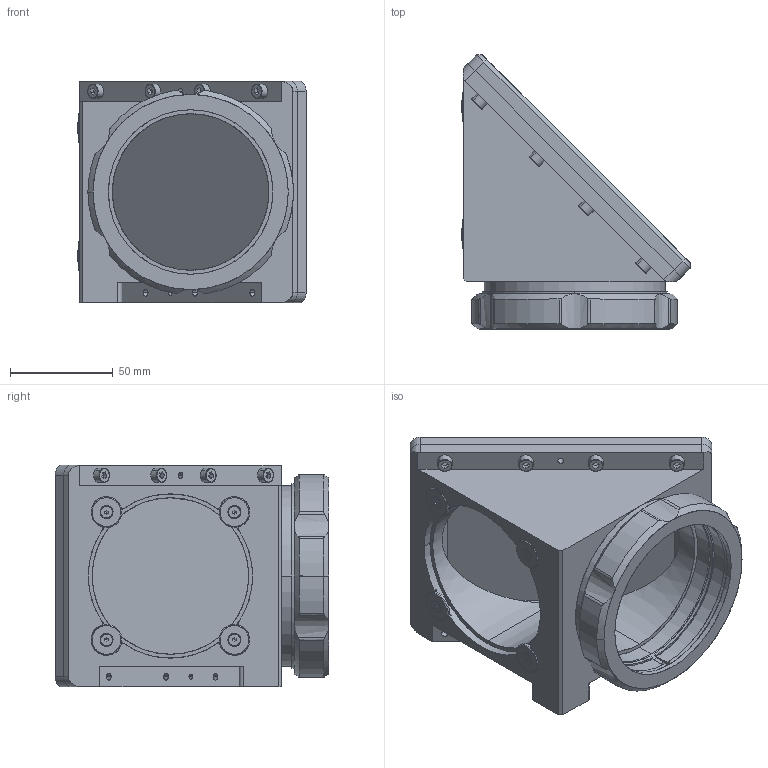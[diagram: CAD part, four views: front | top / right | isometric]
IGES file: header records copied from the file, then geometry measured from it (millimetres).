
Start section: SolidWorks IGES file using analytic representation for surfaces
Global section: file name: DP22428-A_CMMR056.igs; native system: SolidWorks 2021; preprocessor: SolidWorks 2021; author: lrizzotto; date: 220114.163045; units: millimetre
Bounding box: 111.04 x 133.32 x 108 mm (x, y, z)
Surface area: 98606.3 mm2 (no closed solid volume)
Topology: 0 solids, 0 shells, 369 faces, 5722 edges, 5698 vertices
Faces by surface type: revolution 207, bspline 162
